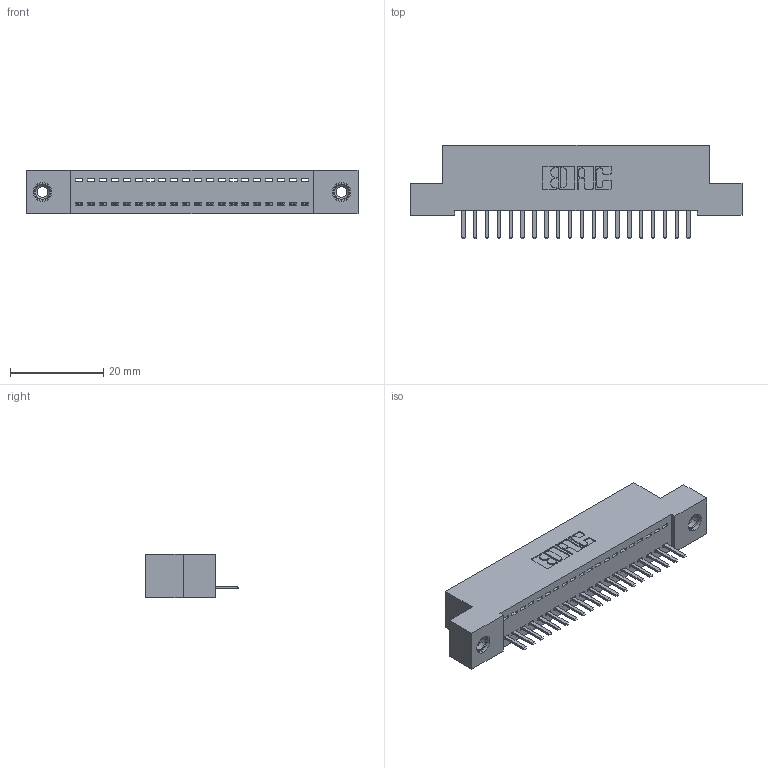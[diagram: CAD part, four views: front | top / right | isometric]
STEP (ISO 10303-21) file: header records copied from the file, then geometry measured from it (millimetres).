
FILE_DESCRIPTION (( 'STEP AP203' ), '1' );
FILE_NAME ('392-020-520-108.STEP', '2019-10-07T04:52:21', ( '' ), ( '' ), 'SwSTEP 2.0', 'SolidWorks 2016', '' );
FILE_SCHEMA (( 'CONFIG_CONTROL_DESIGN' ));
Length unit declared in the file: inch
Products named in the file (4): 345-250-001_345-250-003-102; 392-020-520-108; 342 Part_TI; 345-292-001_345-293-120
Assembly tree (23 placements, depth 2):
  392-020-520-108
    342 Part_TI
    345-292-001_345-293-120  x20
    345-250-001_345-250-003-102  x2
Bounding box: 71.12 x 20.02 x 9.4 mm (x, y, z)
Volume: 6091.6 mm3; surface area: 8368.2 mm2
Topology: 23 solids, 23 shells, 1410 faces, 4115 edges, 2682 vertices
Faces by surface type: plane 978, cylinder 416, cone 12, torus 4
Entity records: 16240 total; most frequent: CARTESIAN_POINT 2797, ORIENTED_EDGE 2734, DIRECTION 2425, EDGE_CURVE 1367, VECTOR 1215, LINE 1215, VERTEX_POINT 904, AXIS2_PLACEMENT_3D 605
